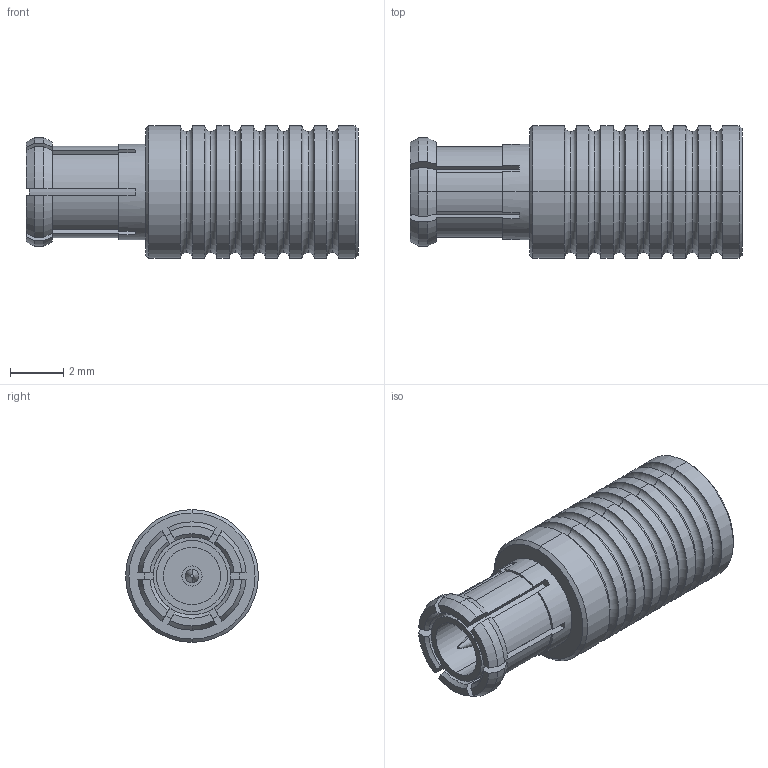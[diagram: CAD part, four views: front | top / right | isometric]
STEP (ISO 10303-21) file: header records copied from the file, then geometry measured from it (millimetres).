
FILE_DESCRIPTION (( 'STEP AP203' ), '1' );
FILE_NAME ('ST6011.step', '2018-04-10T19:38:03', ( '' ), ( '' ), 'SwSTEP 2.0', 'SolidWorks 2017', '' );
FILE_SCHEMA (( 'CONFIG_CONTROL_DESIGN' ));
Length unit declared in the file: inch
Products named in the file (1): ST6011
Bounding box: 12.5 x 5 x 5 mm (x, y, z)
Volume: 170.8 mm3; surface area: 361 mm2
Topology: 1 solids, 1 shells, 146 faces, 361 edges, 224 vertices
Faces by surface type: cylinder 46, plane 45, torus 28, cone 27
Entity records: 4466 total; most frequent: CARTESIAN_POINT 840, DIRECTION 805, ORIENTED_EDGE 722, EDGE_CURVE 361, AXIS2_PLACEMENT_3D 333, VERTEX_POINT 224, CIRCLE 186, EDGE_LOOP 153
